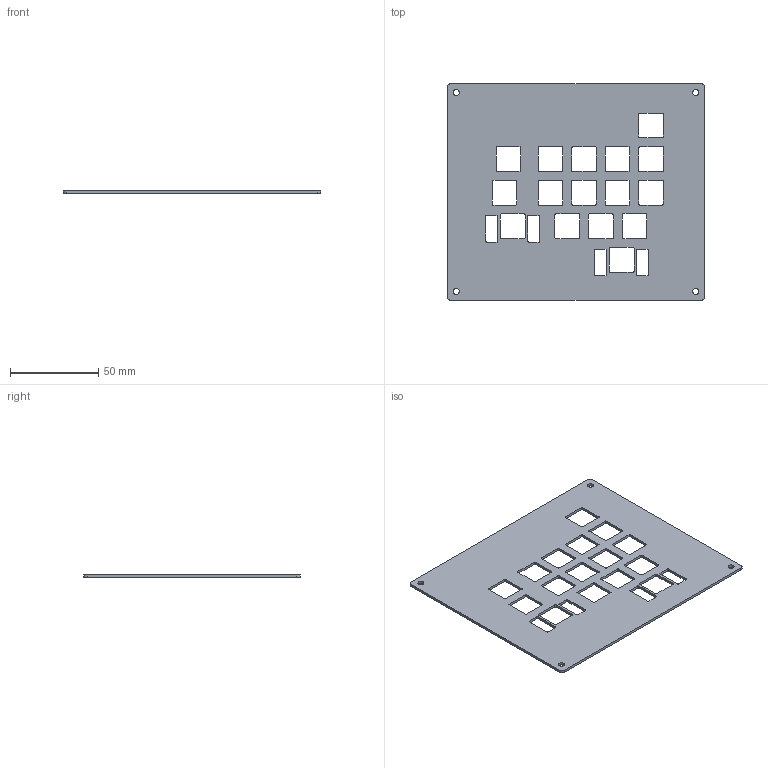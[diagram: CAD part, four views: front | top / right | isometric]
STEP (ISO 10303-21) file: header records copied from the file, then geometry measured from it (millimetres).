
FILE_DESCRIPTION(/* description */ (''),/* implementation_level */ '2;1');
FILE_NAME(/* name */ 'top.step',/* time_stamp */ '2025-06-07T16:23:52-04:00',/* author */ (''),/* organization */ (''),/* preprocessor_version */ 'ST-DEVELOPER v20.1',/* originating_system */ 'Autodesk Translation Framework v14.10.0.0',/* authorisation */ '');
FILE_SCHEMA (('AUTOMOTIVE_DESIGN { 1 0 10303 214 3 1 1 }'));
Length unit declared in the file: millimetre
Products named in the file (1): Untitled
Bounding box: 146 x 123 x 1.5 mm (x, y, z)
Volume: 21520.1 mm3; surface area: 31290.2 mm2
Topology: 1 solids, 1 shells, 858 faces, 2448 edges, 1632 vertices
Faces by surface type: bspline 494, plane 276, cylinder 88
Full cylindrical faces by diameter (mm): 3.4 x4
Entity records: 32597 total; most frequent: CARTESIAN_POINT 13337, ORIENTED_EDGE 4896, EDGE_CURVE 2448, DIRECTION 2366, VERTEX_POINT 1632, LINE 1284, VECTOR 1284, B_SPLINE_CURVE_WITH_KNOTS 988
